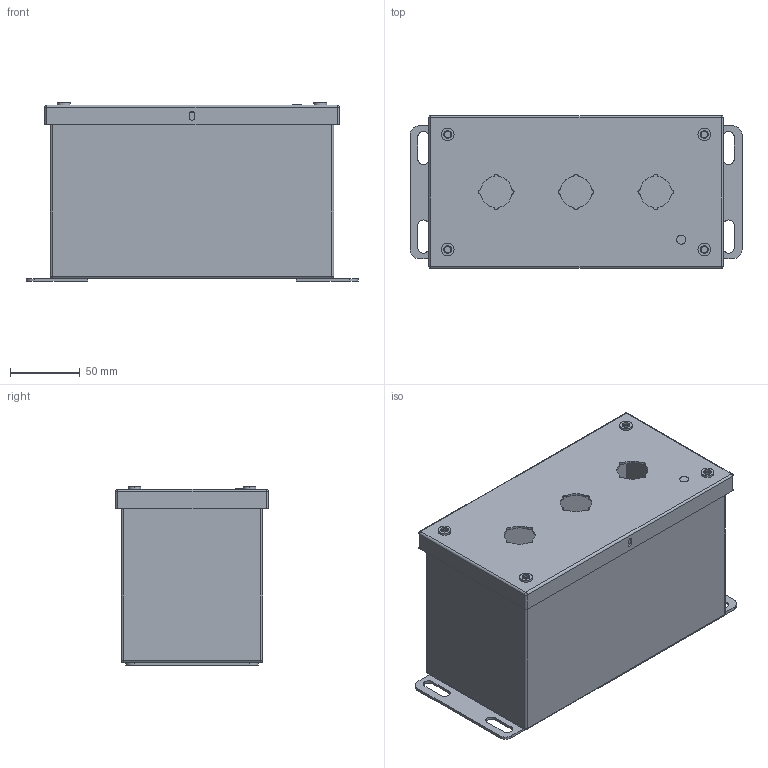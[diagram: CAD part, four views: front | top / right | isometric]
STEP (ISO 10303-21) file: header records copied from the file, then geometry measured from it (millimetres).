
FILE_DESCRIPTION (( 'STEP AP214' ), '1' );
FILE_NAME ('SCE-3PBXI.STEP', '2023-07-26T15:51:53', ( '' ), ( '' ), 'SwSTEP 2.0', 'SolidWorks 2021', '' );
FILE_SCHEMA (( 'AUTOMOTIVE_DESIGN' ));
Length unit declared in the file: inch
Products named in the file (1): SCE-3PBXI
Bounding box: 238.12 x 109.54 x 127.9 mm (x, y, z)
Volume: 218439.6 mm3; surface area: 276050.5 mm2
Topology: 3 solids, 3 shells, 464 faces, 1189 edges, 734 vertices
Faces by surface type: cylinder 227, plane 153, torus 40, sphere 24, cone 20
Full cylindrical faces by diameter (mm): 6.756 x4, 8.052 x4
Entity records: 14149 total; most frequent: DIRECTION 2641, CARTESIAN_POINT 2476, ORIENTED_EDGE 2314, EDGE_CURVE 1157, AXIS2_PLACEMENT_3D 1059, VERTEX_POINT 734, CIRCLE 594, EDGE_LOOP 543
